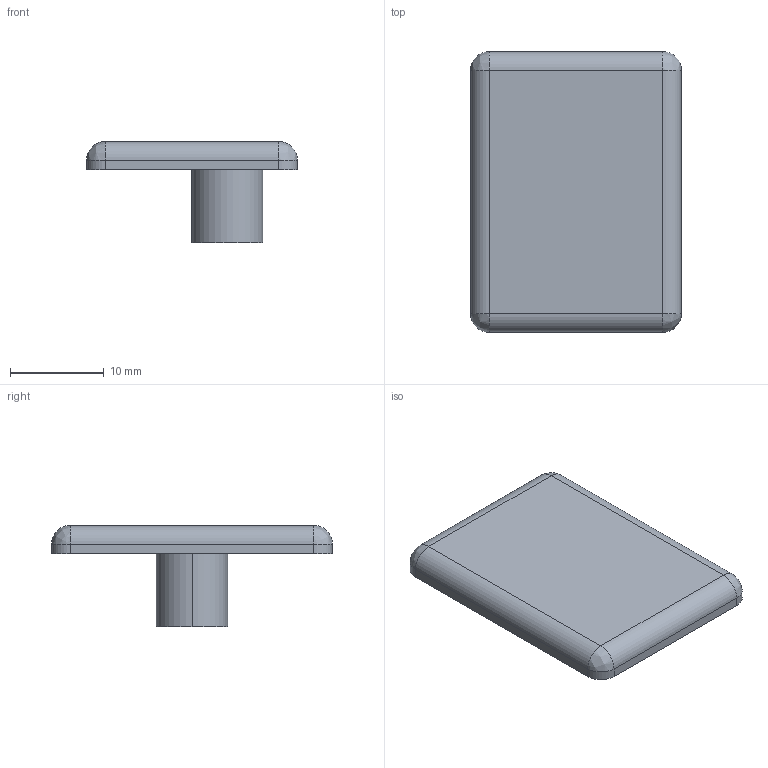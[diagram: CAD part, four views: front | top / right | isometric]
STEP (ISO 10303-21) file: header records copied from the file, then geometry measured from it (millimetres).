
FILE_DESCRIPTION (( 'STEP AP214' ), '1' );
FILE_NAME ('6520024', '2019-02-04T08:08:14', ( '' ), ('JUGARD+KÜNSTNER GmbH'), 'SwSTEP 2.0', 'SolidWorks 2017', '' );
FILE_SCHEMA (( 'AUTOMOTIVE_DESIGN' ));
Length unit declared in the file: millimetre
Products named in the file (1): 6520024_CNAJF00
Bounding box: 22.5 x 30 x 10.8 mm (x, y, z)
Volume: 2283.8 mm3; surface area: 1745.1 mm2
Topology: 1 solids, 1 shells, 21 faces, 46 edges, 24 vertices
Faces by surface type: cylinder 10, plane 7, bspline 4
Entity records: 618 total; most frequent: CARTESIAN_POINT 148, DIRECTION 98, ORIENTED_EDGE 84, EDGE_CURVE 42, AXIS2_PLACEMENT_3D 38, VERTEX_POINT 24, EDGE_LOOP 22, VECTOR 22
